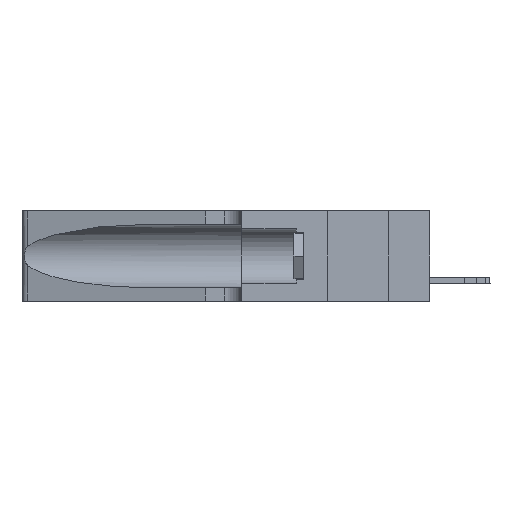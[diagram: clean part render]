
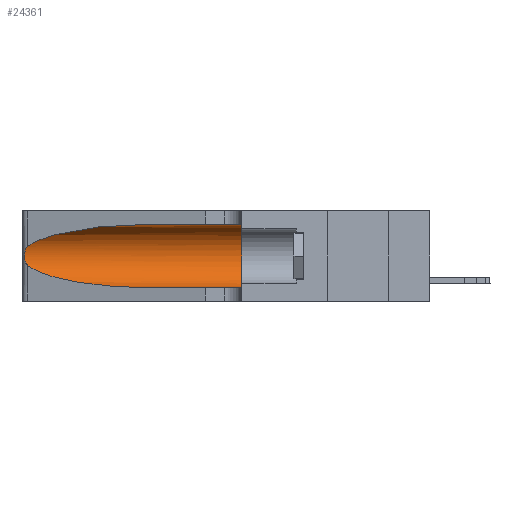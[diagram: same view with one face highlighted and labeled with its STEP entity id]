
A CAD part, left-side view. The second image highlights one B-rep face of the part: STEP entity #24361.
In plain terms, the highlighted cylindrical face has radius 3.308 mm (diameter 6.617 mm), a partial arc.
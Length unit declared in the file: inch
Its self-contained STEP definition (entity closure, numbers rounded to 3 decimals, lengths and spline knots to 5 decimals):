
#823 = EDGE_LOOP ( 'NONE', ( #14683, #4488, #27387, #2505, #5811, #7285 ) ) ;
#1365 = CARTESIAN_POINT ( 'NONE',  ( 0.25789, 1.23486, 0.15765 ) ) ;
#2101 = CARTESIAN_POINT ( 'NONE',  ( 0.1305, 0.72297, 0.05475 ) ) ;
#2206 = DIRECTION ( 'NONE',  ( 0., -1., 0. ) ) ;
#2505 = ORIENTED_EDGE ( 'NONE', *, *, #21056, .T. ) ;
#2918 = VECTOR ( 'NONE', #2206, 39.37008 ) ;
#3195 = VERTEX_POINT ( 'NONE', #11833 ) ;
#4060 = DIRECTION ( 'NONE',  ( 0., -1., 0. ) ) ;
#4283 = CARTESIAN_POINT ( 'NONE',  ( 0.1305, 0.72297, 0.31525 ) ) ;
#4488 = ORIENTED_EDGE ( 'NONE', *, *, #5287, .T. ) ;
#4700 = CYLINDRICAL_SURFACE ( 'NONE', #19144, 0.13025 ) ;
#5263 = VERTEX_POINT ( 'NONE', #5511 ) ;
#5287 = EDGE_CURVE ( 'NONE', #6416, #3195, #22706, .T. ) ;
#5511 = CARTESIAN_POINT ( 'NONE',  ( 0.1305, 0.35, 0.05475 ) ) ;
#5811 = ORIENTED_EDGE ( 'NONE', *, *, #10483, .F. ) ;
#6033 = CARTESIAN_POINT ( 'NONE',  ( 0.26017, 1.23833, 0.17102 ) ) ;
#6097 = VERTEX_POINT ( 'NONE', #28497 ) ;
#6338 = CARTESIAN_POINT ( 'NONE',  ( 0.26018, 1.23835, 0.19895 ) ) ;
#6416 = VERTEX_POINT ( 'NONE', #27887 ) ;
#7085 = EDGE_CURVE ( 'NONE', #23968, #6416, #15221, .T. ) ;
#7285 = ORIENTED_EDGE ( 'NONE', *, *, #15406, .F. ) ;
#8498 = CARTESIAN_POINT ( 'NONE',  ( 0.25639, 1.23186, 0.15144 ) ) ;
#8666 = EDGE_CURVE ( 'NONE', #3195, #25077, #20764, .T. ) ;
#8731 = CARTESIAN_POINT ( 'NONE',  ( 0.1305, 0.35, 0.185 ) ) ;
#8783 = FACE_OUTER_BOUND ( 'NONE', #823, .T. ) ;
#9725 = CIRCLE ( 'NONE', #26818, 0.13025 ) ;
#10483 = EDGE_CURVE ( 'NONE', #6097, #5263, #9725, .T. ) ;
#10881 = CARTESIAN_POINT ( 'NONE',  ( 0.25487, 1.22718, 0.14631 ) ) ;
#11406 = CARTESIAN_POINT ( 'NONE',  ( 0.18966, 0.96281, 0.31525 ) ) ;
#11510 = CARTESIAN_POINT ( 'NONE',  ( 0.2373, 1.15595, 0.28018 ) ) ;
#11833 = CARTESIAN_POINT ( 'NONE',  ( 0.25487, 1.22718, 0.14631 ) ) ;
#12425 = CARTESIAN_POINT ( 'NONE',  ( 0.25487, 1.22718, 0.22369 ) ) ;
#12844 = CARTESIAN_POINT ( 'NONE',  ( 0.25787, 1.23484, 0.2124 ) ) ;
#13761 = CARTESIAN_POINT ( 'NONE',  ( 0.25487, 1.22718, 0.22369 ) ) ;
#13865 = CARTESIAN_POINT ( 'NONE',  ( 0.2373, 1.15595, 0.08982 ) ) ;
#14166 = CARTESIAN_POINT ( 'NONE',  ( 0.1305, 1.61858, 0.05475 ) ) ;
#14683 = ORIENTED_EDGE ( 'NONE', *, *, #7085, .T. ) ;
#15221 =( BOUNDED_CURVE ( )  B_SPLINE_CURVE ( 3, ( #4283, #11406, #11510, #13761 ),
 .UNSPECIFIED., .F., .F. ) 
 B_SPLINE_CURVE_WITH_KNOTS ( ( 4, 4 ),
 ( 1.5708, 2.84003 ),
 .UNSPECIFIED. ) 
 CURVE ( )  GEOMETRIC_REPRESENTATION_ITEM ( )  RATIONAL_B_SPLINE_CURVE ( ( 1., 0.87, 0.87, 1. ) ) 
 REPRESENTATION_ITEM ( '' )  );
#15297 = CARTESIAN_POINT ( 'NONE',  ( 0.25555, 1.22994, 0.2215 ) ) ;
#15406 = EDGE_CURVE ( 'NONE', #23968, #6097, #17093, .T. ) ;
#15621 = CARTESIAN_POINT ( 'NONE',  ( 0.25555, 1.22993, 0.14849 ) ) ;
#15628 = VECTOR ( 'NONE', #16052, 39.37008 ) ;
#15750 = LINE ( 'NONE', #14166, #2918 ) ;
#15941 = DIRECTION ( 'NONE',  ( 0., 0., 1. ) ) ;
#16052 = DIRECTION ( 'NONE',  ( 0., -1., 0. ) ) ;
#16252 = CARTESIAN_POINT ( 'NONE',  ( 0.18966, 0.96281, 0.05475 ) ) ;
#17093 = LINE ( 'NONE', #28250, #15628 ) ;
#19144 = AXIS2_PLACEMENT_3D ( 'NONE', #22833, #4060, #20624 ) ;
#20617 = CARTESIAN_POINT ( 'NONE',  ( 0.26075, 1.23896, 0.178 ) ) ;
#20624 = DIRECTION ( 'NONE',  ( 0., 0., -1. ) ) ;
#20764 =( BOUNDED_CURVE ( )  B_SPLINE_CURVE ( 3, ( #29912, #13865, #16252, #2101 ),
 .UNSPECIFIED., .F., .F. ) 
 B_SPLINE_CURVE_WITH_KNOTS ( ( 4, 4 ),
 ( 3.44316, 4.71239 ),
 .UNSPECIFIED. ) 
 CURVE ( )  GEOMETRIC_REPRESENTATION_ITEM ( )  RATIONAL_B_SPLINE_CURVE ( ( 1., 0.87, 0.87, 1. ) ) 
 REPRESENTATION_ITEM ( '' )  );
#20945 = DIRECTION ( 'NONE',  ( 0., 1., 0. ) ) ;
#21056 = EDGE_CURVE ( 'NONE', #25077, #5263, #15750, .T. ) ;
#22199 = CARTESIAN_POINT ( 'NONE',  ( 0.25639, 1.23184, 0.21858 ) ) ;
#22509 = CARTESIAN_POINT ( 'NONE',  ( 0.25854, 1.2359, 0.20912 ) ) ;
#22664 = CARTESIAN_POINT ( 'NONE',  ( 0.1305, 0.72297, 0.31525 ) ) ;
#22706 = B_SPLINE_CURVE_WITH_KNOTS ( 'NONE', 3,
 ( #12425, #15297, #22199, #12844, #22509, #6338, #27700, #20617, #6033, #29887, #1365, #8498, #15621, #10881 ),
 .UNSPECIFIED., .F., .F.,
 ( 4, 2, 2, 2, 2, 2, 4 ),
 ( 0., 0.00027, 0.00053, 0.00107, 0.0016, 0.00187, 0.00214 ),
 .UNSPECIFIED. ) ;
#22833 = CARTESIAN_POINT ( 'NONE',  ( 0.1305, 1.61858, 0.185 ) ) ;
#23968 = VERTEX_POINT ( 'NONE', #22664 ) ;
#24361 = ADVANCED_FACE ( 'NONE', ( #8783 ), #4700, .F. ) ;
#24910 = CARTESIAN_POINT ( 'NONE',  ( 0.1305, 0.72297, 0.05475 ) ) ;
#25077 = VERTEX_POINT ( 'NONE', #24910 ) ;
#26818 = AXIS2_PLACEMENT_3D ( 'NONE', #8731, #20945, #15941 ) ;
#27387 = ORIENTED_EDGE ( 'NONE', *, *, #8666, .T. ) ;
#27700 = CARTESIAN_POINT ( 'NONE',  ( 0.26075, 1.23896, 0.19203 ) ) ;
#27887 = CARTESIAN_POINT ( 'NONE',  ( 0.25487, 1.22718, 0.22369 ) ) ;
#28250 = CARTESIAN_POINT ( 'NONE',  ( 0.1305, 1.61858, 0.31525 ) ) ;
#28497 = CARTESIAN_POINT ( 'NONE',  ( 0.1305, 0.35, 0.31525 ) ) ;
#29887 = CARTESIAN_POINT ( 'NONE',  ( 0.25856, 1.23593, 0.16098 ) ) ;
#29912 = CARTESIAN_POINT ( 'NONE',  ( 0.25487, 1.22718, 0.14631 ) ) ;
